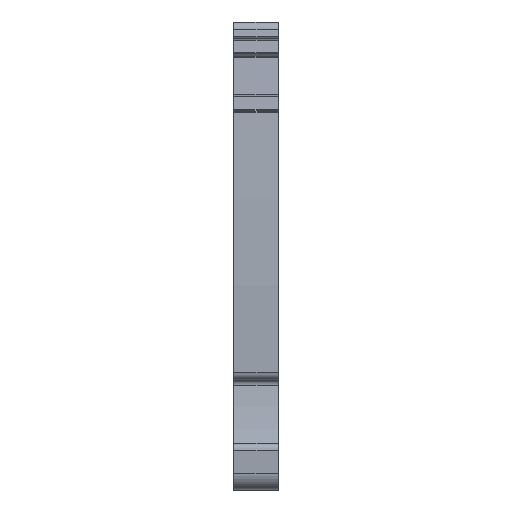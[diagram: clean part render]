
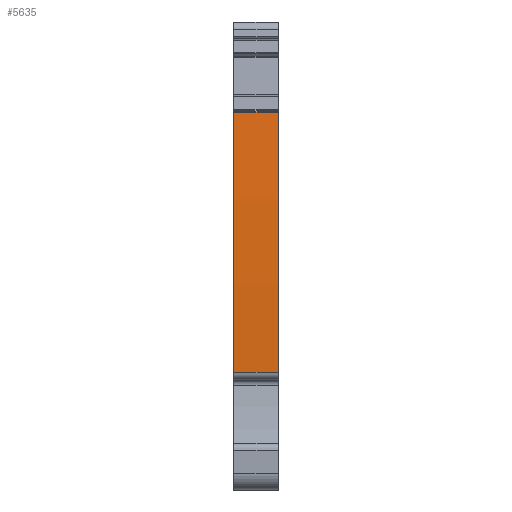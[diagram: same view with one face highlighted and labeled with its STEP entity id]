
A CAD part, front view. The second image highlights one B-rep face of the part: STEP entity #5635.
In plain terms, the highlighted cylindrical face has radius 240 mm (diameter 480 mm), a partial arc.
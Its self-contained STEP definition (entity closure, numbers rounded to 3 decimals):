
#467=AXIS2_PLACEMENT_3D('Circle Axis2P3D',#465,#466,$) ;
#4765=AXIS2_PLACEMENT_3D('Cylinder Axis2P3D',#4762,#4763,#4764) ;
#5619=AXIS2_PLACEMENT_3D('Circle Axis2P3D',#5617,#5618,$) ;
#462=CARTESIAN_POINT('Vertex',(5.1,1.73,42.906)) ;
#465=CARTESIAN_POINT('Axis2P3D Location',(5.1,241.169,26.5)) ;
#469=CARTESIAN_POINT('Vertex',(5.1,1.527,13.395)) ;
#4762=CARTESIAN_POINT('Axis2P3D Location',(2.55,241.169,26.5)) ;
#5601=CARTESIAN_POINT('Vertex',(0.,1.73,42.906)) ;
#5604=CARTESIAN_POINT('Line Origine',(2.55,1.73,42.906)) ;
#5617=CARTESIAN_POINT('Axis2P3D Location',(0.,241.169,26.5)) ;
#5621=CARTESIAN_POINT('Vertex',(0.,1.527,13.395)) ;
#5624=CARTESIAN_POINT('Line Origine',(2.55,1.527,13.395)) ;
#466=DIRECTION('Axis2P3D Direction',(1.,0.,0.)) ;
#4763=DIRECTION('Axis2P3D Direction',(1.,0.,0.)) ;
#4764=DIRECTION('Axis2P3D XDirection',(0.,-0.994,0.107)) ;
#5605=DIRECTION('Vector Direction',(1.,0.,0.)) ;
#5618=DIRECTION('Axis2P3D Direction',(1.,0.,0.)) ;
#5625=DIRECTION('Vector Direction',(1.,0.,0.)) ;
#5606=VECTOR('Line Direction',#5605,1.) ;
#5626=VECTOR('Line Direction',#5625,1.) ;
#5630=ORIENTED_EDGE('',*,*,#5623,.T.) ;
#5631=ORIENTED_EDGE('',*,*,#5628,.T.) ;
#5632=ORIENTED_EDGE('',*,*,#471,.F.) ;
#5633=ORIENTED_EDGE('',*,*,#5608,.F.) ;
#5635=ADVANCED_FACE('MLD',(#5634),#4766,.T.) ;
#468=CIRCLE('generated circle',#467,240.) ;
#5620=CIRCLE('generated circle',#5619,240.) ;
#4766=CYLINDRICAL_SURFACE('generated cylinder',#4765,240.) ;
#471=EDGE_CURVE('',#463,#470,#468,.T.) ;
#5608=EDGE_CURVE('',#5602,#463,#5607,.T.) ;
#5623=EDGE_CURVE('',#5602,#5622,#5620,.T.) ;
#5628=EDGE_CURVE('',#5622,#470,#5627,.T.) ;
#5629=EDGE_LOOP('',(#5630,#5631,#5632,#5633)) ;
#5634=FACE_OUTER_BOUND('',#5629,.T.) ;
#5607=LINE('Line',#5604,#5606) ;
#5627=LINE('Line',#5624,#5626) ;
#463=VERTEX_POINT('',#462) ;
#470=VERTEX_POINT('',#469) ;
#5602=VERTEX_POINT('',#5601) ;
#5622=VERTEX_POINT('',#5621) ;
